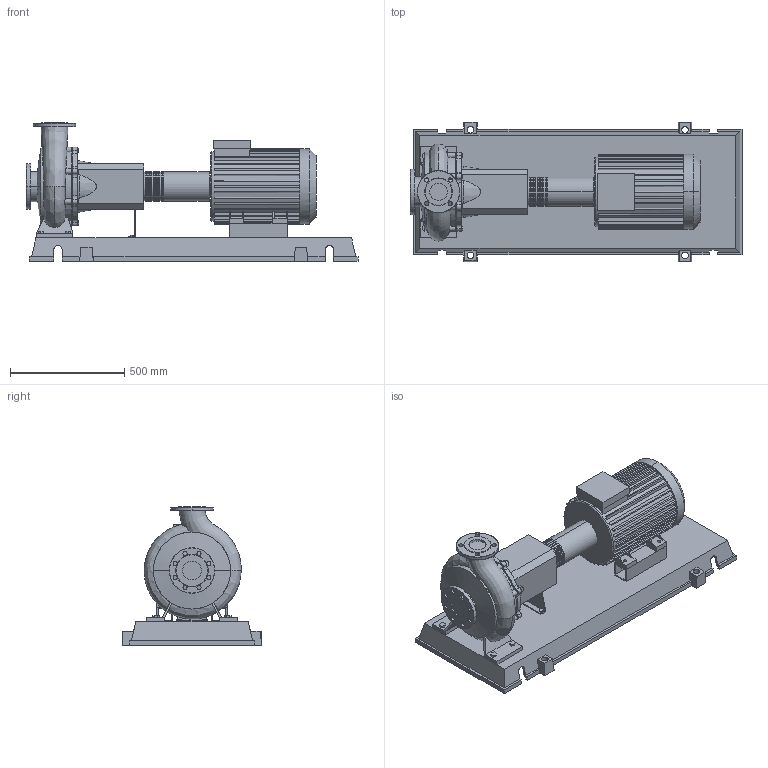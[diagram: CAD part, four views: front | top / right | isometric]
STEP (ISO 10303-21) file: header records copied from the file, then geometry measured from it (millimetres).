
FILE_DESCRIPTION((''),'2;1');
FILE_NAME('3d_NL65_315-15-4-12-4109217.stp','2015-03-03T07:17:42',(''),(''),'Mechanical Desktop 2009','Mechanical Desktop 2009',', , ');
FILE_SCHEMA(('CONFIG_CONTROL_DESIGN'));
Length unit declared in the file: millimetre
Products named in the file (1): Product
Bounding box: 1455 x 610 x 608 mm (x, y, z)
Volume: 85587244.5 mm3; surface area: 4870874.1 mm2
Topology: 13 solids, 13 shells, 877 faces, 2320 edges, 1525 vertices
Faces by surface type: plane 449, cylinder 221, bspline 185, cone 12, torus 10
Full cylindrical faces by diameter (mm): 337.5 x1
Entity records: 31957 total; most frequent: CARTESIAN_POINT 10121, ORIENTED_EDGE 4642, DIRECTION 4340, EDGE_CURVE 2321, VERTEX_POINT 1524, VECTOR 1456, LINE 1456, AXIS2_PLACEMENT_3D 1442
